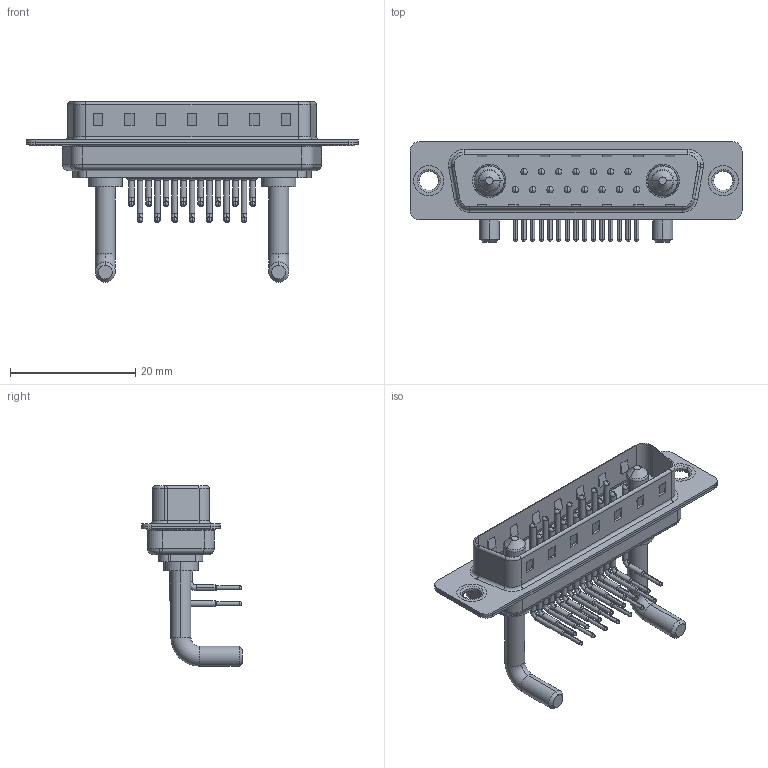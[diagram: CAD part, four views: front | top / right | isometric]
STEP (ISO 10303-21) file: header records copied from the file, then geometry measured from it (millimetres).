
FILE_DESCRIPTION (( 'STEP AP203' ), '1' );
FILE_NAME ('629-17W2250-3N1.STEP', '2022-05-10T13:15:11', ( '' ), ( '' ), 'SwSTEP 2.0', 'SolidWorks 2020', '' );
FILE_SCHEMA (( 'CONFIG_CONTROL_DESIGN' ));
Length unit declared in the file: millimetre
Products named in the file (8): 629Combo Shell Front_25 Contacts; 629Combo Thru Hole Rivet; 629Combo Contact Row 2; 629Combo Housing_17W2; Power Pin_Ext 30A RA; 629-17W2250-3N1; 629Combo Shell Rear_25 Contacts; 629Combo Contact Row 1
Assembly tree (22 placements, depth 2):
  629-17W2250-3N1
    629Combo Housing_17W2
    629Combo Shell Rear_25 Contacts
    629Combo Shell Front_25 Contacts
    629Combo Thru Hole Rivet  x2
    Power Pin_Ext 30A RA  x2
    629Combo Contact Row 1  x7
    629Combo Contact Row 2  x8
Bounding box: 53.05 x 16.05 x 28.83 mm (x, y, z)
Volume: 3205.7 mm3; surface area: 7510.6 mm2
Topology: 24 solids, 24 shells, 2086 faces, 5723 edges, 3702 vertices
Faces by surface type: plane 1151, cylinder 703, bspline 92, cone 74, torus 66
Entity records: 22904 total; most frequent: CARTESIAN_POINT 3947, DIRECTION 3880, ORIENTED_EDGE 3570, EDGE_CURVE 1785, AXIS2_PLACEMENT_3D 1400, VERTEX_POINT 1148, VECTOR 1080, LINE 1080
